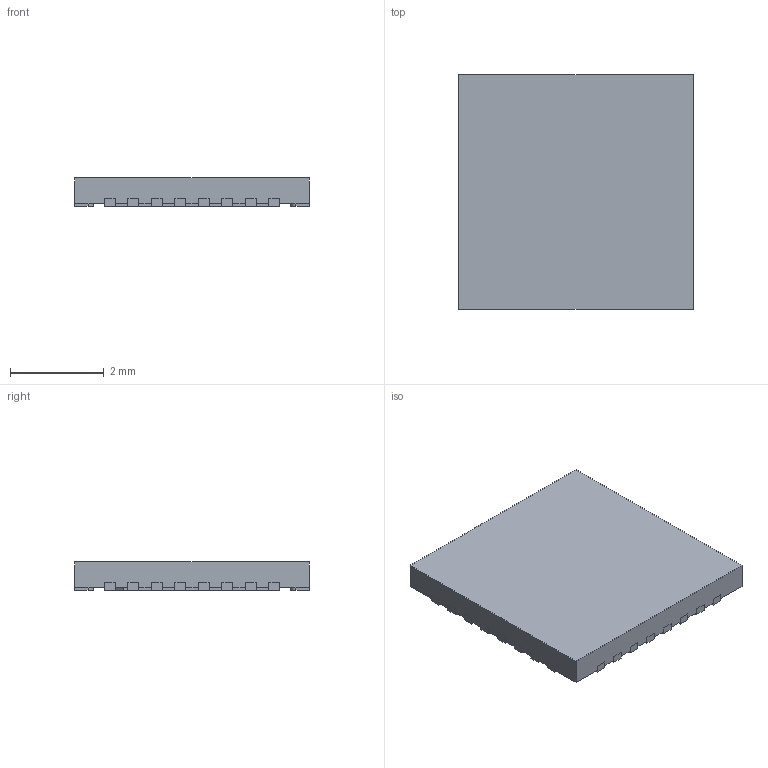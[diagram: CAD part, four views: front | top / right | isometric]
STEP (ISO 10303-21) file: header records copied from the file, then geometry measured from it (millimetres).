
FILE_DESCRIPTION(/* description */ (''),/* implementation_level */ '2;1');
FILE_NAME(/* name */ 'QFN-32-1EP_5x5mm_P0.5mm_EP3.45x3.step',/* time_stamp */ '2021-11-16T17:26:48+02:00',/* author */ (''),/* organization */ (''),/* preprocessor_version */ 'ST-DEVELOPER v18.1',/* originating_system */ 'Autodesk Translation Framework v10.10.0.1391',/* authorisation */ '');
FILE_SCHEMA (('AUTOMOTIVE_DESIGN { 1 0 10303 214 3 1 1 }'));
Length unit declared in the file: millimetre
Products named in the file (1): (Unsaved)
Bounding box: 5 x 5 x 0.6 mm (x, y, z)
Volume: 14.5 mm3; surface area: 102.3 mm2
Topology: 34 solids, 34 shells, 345 faces, 828 edges, 552 vertices
Faces by surface type: plane 275, cylinder 70
Entity records: 9956 total; most frequent: CARTESIAN_POINT 1726, DIRECTION 1660, ORIENTED_EDGE 1656, EDGE_CURVE 828, LINE 688, VECTOR 688, VERTEX_POINT 552, AXIS2_PLACEMENT_3D 486
